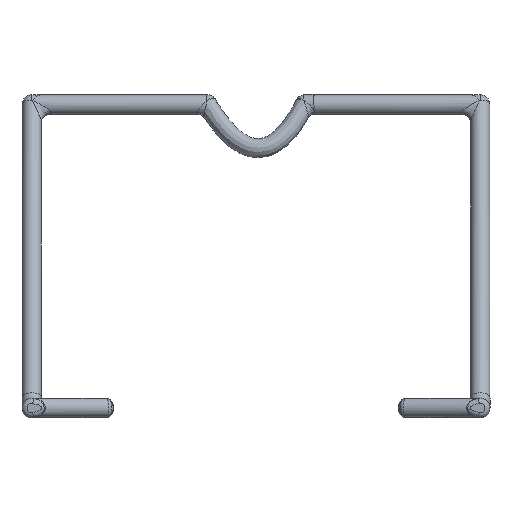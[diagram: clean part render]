
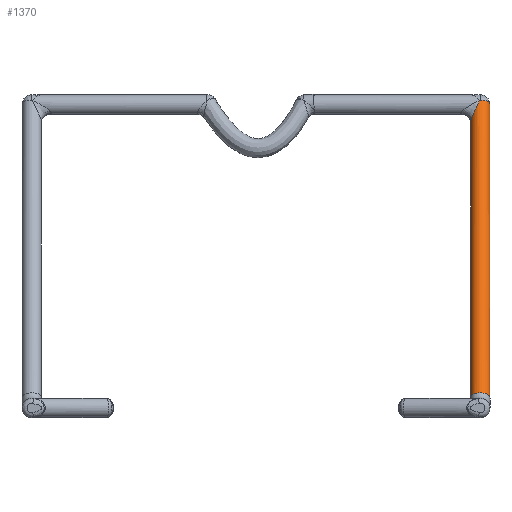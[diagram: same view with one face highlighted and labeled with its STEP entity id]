
A CAD part, front view. The second image highlights one B-rep face of the part: STEP entity #1370.
In plain terms, the highlighted cylindrical face has radius 0.5 mm (diameter 1 mm), a full revolution.
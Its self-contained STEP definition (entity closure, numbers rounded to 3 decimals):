
#1305=CARTESIAN_POINT('',(23.,33.462,15.326));
#1306=VERTEX_POINT('',#1305);
#1307=CARTESIAN_POINT('',(23.,32.573,15.785));
#1308=VERTEX_POINT('',#1307);
#1309=CARTESIAN_POINT('',(23.,33.017,15.556));
#1310=DIRECTION('',(-0.893,0.207,0.401));
#1311=DIRECTION('',(-0.451,-0.409,-0.793));
#1312=AXIS2_PLACEMENT_3D('',#1309,#1310,#1311);
#1313=ELLIPSE('',#1312,1.109,0.5);
#1314=EDGE_CURVE('',#1306,#1308,#1313,.T.);
#1326=CARTESIAN_POINT('',(23.,25.279,0.542));
#1327=DIRECTION('',(0.0,-0.458,-0.889));
#1328=DIRECTION('',(-1.0,0.0,0.0));
#1329=AXIS2_PLACEMENT_3D('',#1326,#1327,#1328);
#1330=CYLINDRICAL_SURFACE('',#1329,0.5);
#1331=CARTESIAN_POINT('',(23.5,25.279,0.542));
#1332=VERTEX_POINT('',#1331);
#1333=CARTESIAN_POINT('',(23.,25.279,0.542));
#1334=DIRECTION('',(0.0,0.458,0.889));
#1335=DIRECTION('',(-1.0,0.0,0.0));
#1336=AXIS2_PLACEMENT_3D('',#1333,#1334,#1335);
#1337=CIRCLE('',#1336,0.5);
#1338=EDGE_CURVE('',#1332,#1332,#1337,.T.);
#1339=ORIENTED_EDGE('',*,*,#1338,.T.);
#1340=EDGE_LOOP('',(#1339));
#1341=FACE_OUTER_BOUND('',#1340,.T.);
#1342=ORIENTED_EDGE('',*,*,#1314,.F.);
#1343=CARTESIAN_POINT('',(22.99,33.466,15.335));
#1344=VERTEX_POINT('',#1343);
#1345=CARTESIAN_POINT('',(23.,33.017,15.556));
#1346=DIRECTION('',(-0.707,-0.324,-0.629));
#1347=DIRECTION('',(0.707,-0.324,-0.629));
#1348=AXIS2_PLACEMENT_3D('',#1345,#1346,#1347);
#1349=ELLIPSE('',#1348,0.707,0.5);
#1350=EDGE_CURVE('',#1344,#1306,#1349,.T.);
#1351=ORIENTED_EDGE('',*,*,#1350,.F.);
#1352=CARTESIAN_POINT('',(22.99,32.577,15.793));
#1353=VERTEX_POINT('',#1352);
#1354=CARTESIAN_POINT('',(23.,33.022,15.564));
#1355=DIRECTION('',(0.0,0.458,0.889));
#1356=DIRECTION('',(1.0,0.0,0.0));
#1357=AXIS2_PLACEMENT_3D('',#1354,#1355,#1356);
#1358=CIRCLE('',#1357,0.5);
#1359=EDGE_CURVE('',#1353,#1344,#1358,.T.);
#1360=ORIENTED_EDGE('',*,*,#1359,.F.);
#1361=CARTESIAN_POINT('',(23.,33.017,15.556));
#1362=DIRECTION('',(-0.707,-0.324,-0.629));
#1363=DIRECTION('',(0.707,-0.324,-0.629));
#1364=AXIS2_PLACEMENT_3D('',#1361,#1362,#1363);
#1365=ELLIPSE('',#1364,0.707,0.5);
#1366=EDGE_CURVE('',#1308,#1353,#1365,.T.);
#1367=ORIENTED_EDGE('',*,*,#1366,.F.);
#1368=EDGE_LOOP('',(#1342,#1351,#1360,#1367));
#1369=FACE_BOUND('',#1368,.T.);
#1370=ADVANCED_FACE('',(#1341,#1369),#1330,.T.);
